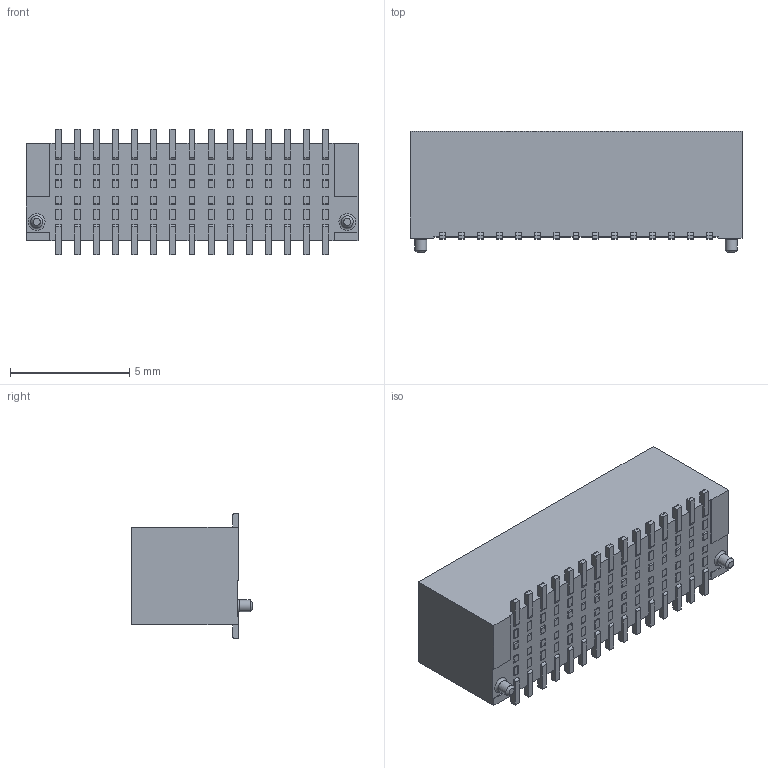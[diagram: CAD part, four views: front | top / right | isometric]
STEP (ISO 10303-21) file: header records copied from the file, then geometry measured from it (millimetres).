
FILE_DESCRIPTION( ('This file contains a STEP AP42 implementation' ,'as created by ZW3D STEP Interface translator.') ,'2;1' );
FILE_NAME( '3610-SXXX-045XXR01.stp' ,'23 317. 83425', (''), ('ZWCAD Software Co.'), 'Version 1.0', 'ZW3D to STEP translator', '' );
FILE_SCHEMA(('AUTOMOTIVE_DESIGN { 1 0 10303 214 1 1 1 1 }'));
Length unit declared in the file: millimetre
Products named in the file (2): 0; 3610-SXXX-045XXR01
Bounding box: 13.9 x 5.07 x 5.25 mm (x, y, z)
Volume: 214.3 mm3; surface area: 418.9 mm2
Topology: 1 solids, 2 shells, 1701 faces, 4531 edges, 2953 vertices
Faces by surface type: plane 1245, cylinder 452, torus 2, cone 2
Full cylindrical faces by diameter (mm): 0.5 x2
Entity records: 54286 total; most frequent: CARTESIAN_POINT 9188, ORIENTED_EDGE 9074, DIRECTION 8846, EDGE_CURVE 4532, VECTOR 3622, LINE 3622, VERTEX_POINT 2954, AXIS2_PLACEMENT_3D 2612
